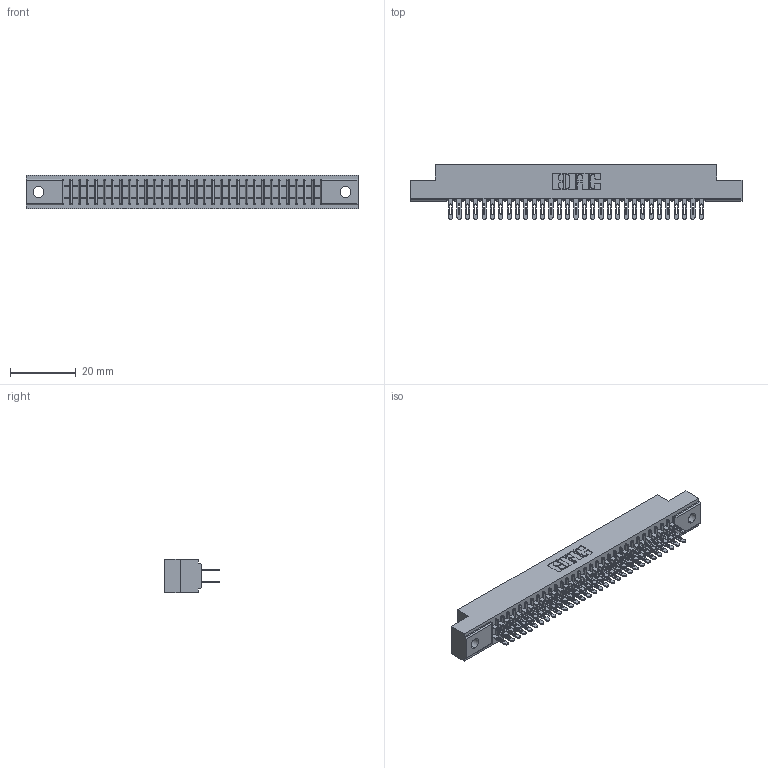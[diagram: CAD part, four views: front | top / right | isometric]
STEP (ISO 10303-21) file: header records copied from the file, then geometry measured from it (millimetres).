
FILE_DESCRIPTION (( 'STEP AP203' ), '1' );
FILE_NAME ('341-062-500-202.STEP', '2018-08-07T17:43:46', ( '' ), ( '' ), 'SwSTEP 2.0', 'SolidWorks 2016', '' );
FILE_SCHEMA (( 'CONFIG_CONTROL_DESIGN' ));
Length unit declared in the file: inch
Products named in the file (3): 341-292-001_341-292-100; 341-062-500-202; 341 Part_.128 (3.25) Dia Mounting Holes
Assembly tree (63 placements, depth 2):
  341-062-500-202
    341 Part_.128 (3.25) Dia Mounting Holes
    341-292-001_341-292-100  x62
Bounding box: 100.97 x 16.69 x 10.16 mm (x, y, z)
Volume: 7486 mm3; surface area: 13207.4 mm2
Topology: 63 solids, 63 shells, 4208 faces, 12189 edges, 7894 vertices
Faces by surface type: plane 2424, cylinder 1660, sphere 64, torus 60
Entity records: 38992 total; most frequent: CARTESIAN_POINT 6481, ORIENTED_EDGE 6438, DIRECTION 6301, EDGE_CURVE 3219, VECTOR 2585, LINE 2585, VERTEX_POINT 2038, AXIS2_PLACEMENT_3D 1858
